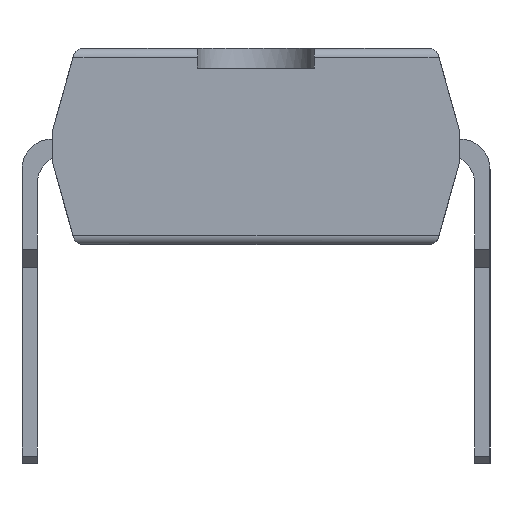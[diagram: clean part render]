
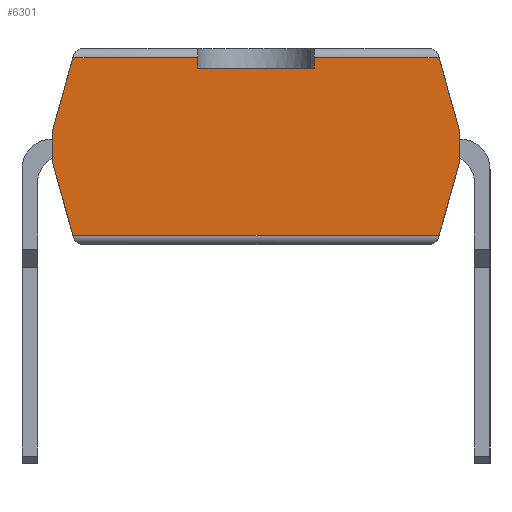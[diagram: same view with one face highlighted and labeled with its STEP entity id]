
A CAD part, left-side view. The second image highlights one B-rep face of the part: STEP entity #6301.
In plain terms, the highlighted planar face has unit normal (-1, 0, 0).
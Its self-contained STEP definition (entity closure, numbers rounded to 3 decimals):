
#329=PLANE('',#6747);
#644=FACE_OUTER_BOUND('',#965,.T.);
#965=EDGE_LOOP('',(#5858,#5859,#5860,#5861,#5862,#5863,#5864,#5865,#5866,
#5867,#5868,#5869));
#1743=LINE('',#10142,#2540);
#1749=LINE('',#10160,#2546);
#1752=LINE('',#10166,#2549);
#1753=LINE('',#10168,#2550);
#1754=LINE('',#10170,#2551);
#1755=LINE('',#10172,#2552);
#1756=LINE('',#10174,#2553);
#1757=LINE('',#10176,#2554);
#1758=LINE('',#10178,#2555);
#1759=LINE('',#10180,#2556);
#1760=LINE('',#10182,#2557);
#1761=LINE('',#10183,#2558);
#2540=VECTOR('',#8316,10.);
#2546=VECTOR('',#8336,10.);
#2549=VECTOR('',#8341,10.);
#2550=VECTOR('',#8342,10.);
#2551=VECTOR('',#8343,10.);
#2552=VECTOR('',#8344,10.);
#2553=VECTOR('',#8345,10.);
#2554=VECTOR('',#8346,10.);
#2555=VECTOR('',#8347,10.);
#2556=VECTOR('',#8348,10.);
#2557=VECTOR('',#8349,10.);
#2558=VECTOR('',#8350,10.);
#3223=VERTEX_POINT('',#10140);
#3224=VERTEX_POINT('',#10141);
#3229=VERTEX_POINT('',#10159);
#3231=VERTEX_POINT('',#10165);
#3232=VERTEX_POINT('',#10167);
#3233=VERTEX_POINT('',#10169);
#3234=VERTEX_POINT('',#10171);
#3235=VERTEX_POINT('',#10173);
#3236=VERTEX_POINT('',#10175);
#3237=VERTEX_POINT('',#10177);
#3238=VERTEX_POINT('',#10179);
#3239=VERTEX_POINT('',#10181);
#4101=EDGE_CURVE('',#3223,#3224,#1743,.T.);
#4111=EDGE_CURVE('',#3229,#3224,#1749,.T.);
#4114=EDGE_CURVE('',#3223,#3231,#1752,.T.);
#4115=EDGE_CURVE('',#3231,#3232,#1753,.T.);
#4116=EDGE_CURVE('',#3232,#3233,#1754,.T.);
#4117=EDGE_CURVE('',#3234,#3233,#1755,.T.);
#4118=EDGE_CURVE('',#3234,#3235,#1756,.T.);
#4119=EDGE_CURVE('',#3235,#3236,#1757,.T.);
#4120=EDGE_CURVE('',#3236,#3237,#1758,.T.);
#4121=EDGE_CURVE('',#3238,#3237,#1759,.T.);
#4122=EDGE_CURVE('',#3238,#3239,#1760,.T.);
#4123=EDGE_CURVE('',#3229,#3239,#1761,.T.);
#5858=ORIENTED_EDGE('',*,*,#4101,.F.);
#5859=ORIENTED_EDGE('',*,*,#4114,.T.);
#5860=ORIENTED_EDGE('',*,*,#4115,.T.);
#5861=ORIENTED_EDGE('',*,*,#4116,.T.);
#5862=ORIENTED_EDGE('',*,*,#4117,.F.);
#5863=ORIENTED_EDGE('',*,*,#4118,.T.);
#5864=ORIENTED_EDGE('',*,*,#4119,.T.);
#5865=ORIENTED_EDGE('',*,*,#4120,.T.);
#5866=ORIENTED_EDGE('',*,*,#4121,.F.);
#5867=ORIENTED_EDGE('',*,*,#4122,.T.);
#5868=ORIENTED_EDGE('',*,*,#4123,.F.);
#5869=ORIENTED_EDGE('',*,*,#4111,.T.);
#6301=ADVANCED_FACE('',(#644),#329,.T.);
#6747=AXIS2_PLACEMENT_3D('',#10164,#8339,#8340);
#8316=DIRECTION('',(0.,1.,0.));
#8336=DIRECTION('',(0.,-0.271,-0.963));
#8339=DIRECTION('center_axis',(-1.,0.,0.));
#8340=DIRECTION('ref_axis',(0.,-1.,0.));
#8341=DIRECTION('',(0.,-0.271,0.963));
#8342=DIRECTION('',(0.,0.,1.));
#8343=DIRECTION('',(0.,0.271,0.963));
#8344=DIRECTION('',(0.,-1.,0.));
#8345=DIRECTION('',(0.,0.,-1.));
#8346=DIRECTION('',(0.,1.,0.));
#8347=DIRECTION('',(0.,0.,1.));
#8348=DIRECTION('',(0.,-1.,0.));
#8349=DIRECTION('',(0.,0.271,-0.963));
#8350=DIRECTION('',(0.,0.,1.));
#10140=CARTESIAN_POINT('',(-12.319,-3.08,0.738));
#10141=CARTESIAN_POINT('',(-12.319,3.08,0.738));
#10142=CARTESIAN_POINT('',(-12.319,1.715,0.738));
#10159=CARTESIAN_POINT('',(-12.319,3.429,1.978));
#10160=CARTESIAN_POINT('',(-12.319,3.247,1.331));
#10164=CARTESIAN_POINT('Origin',(-12.319,3.429,0.581));
#10165=CARTESIAN_POINT('',(-12.319,-3.429,1.978));
#10166=CARTESIAN_POINT('',(-12.319,-2.797,-0.263));
#10167=CARTESIAN_POINT('',(-12.319,-3.429,2.486));
#10168=CARTESIAN_POINT('',(-12.319,-3.429,0.581));
#10169=CARTESIAN_POINT('',(-12.319,-3.08,3.726));
#10170=CARTESIAN_POINT('',(-12.319,-3.425,2.499));
#10171=CARTESIAN_POINT('',(-12.319,-0.984,3.726));
#10172=CARTESIAN_POINT('',(-12.319,1.715,3.726));
#10173=CARTESIAN_POINT('',(-12.319,-0.984,3.553));
#10174=CARTESIAN_POINT('',(-12.319,-0.984,3.883));
#10175=CARTESIAN_POINT('',(-12.319,0.984,3.553));
#10176=CARTESIAN_POINT('',(-12.319,1.715,3.553));
#10177=CARTESIAN_POINT('',(-12.319,0.984,3.726));
#10178=CARTESIAN_POINT('',(-12.319,0.984,3.883));
#10179=CARTESIAN_POINT('',(-12.319,3.08,3.726));
#10180=CARTESIAN_POINT('',(-12.319,1.715,3.726));
#10181=CARTESIAN_POINT('',(-12.319,3.429,2.486));
#10182=CARTESIAN_POINT('',(-12.319,3.481,2.302));
#10183=CARTESIAN_POINT('',(-12.319,3.429,0.581));
